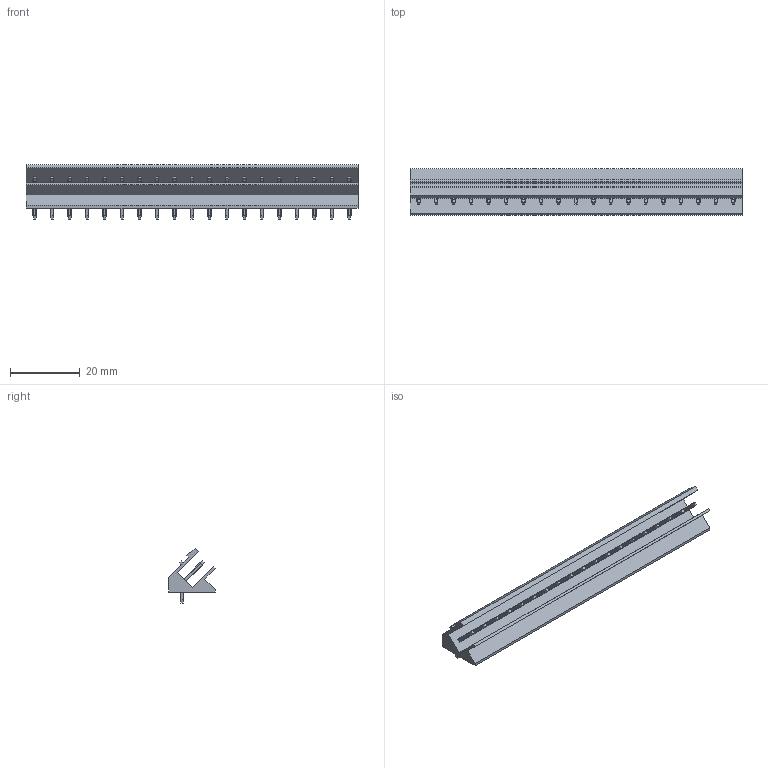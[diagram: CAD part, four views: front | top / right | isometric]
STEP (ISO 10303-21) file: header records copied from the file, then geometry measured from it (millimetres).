
FILE_DESCRIPTION(('CATIA V5 STEP Exchange','CAx-IF Rec.Pracs.--- Model Styling and Organization---1.2---2011-12-15'),'2;1');
FILE_NAME ('D1453861_0_1630420000_1630420000.stp','2018-10-13T03:50:20+00:00',('none'),('Weidmueller'),'CATIA Version 5-6 Release 2014','CATIA V5 STEP AP214','none');
FILE_SCHEMA(('AUTOMOTIVE_DESIGN { 1 0 10303 214 1 1 1 1 }'));
Length unit declared in the file: millimetre
Products named in the file (1): 1630420000
Bounding box: 95 x 13.3 x 15.63 mm (x, y, z)
Volume: 5667.3 mm3; surface area: 7541.4 mm2
Topology: 20 solids, 20 shells, 744 faces, 1960 edges, 1256 vertices
Faces by surface type: plane 438, cylinder 306
Entity records: 27007 total; most frequent: CARTESIAN_POINT 10352, ORIENTED_EDGE 3920, DIRECTION 2456, EDGE_CURVE 1954, VECTOR 1346, LINE 1346, VERTEX_POINT 1248, EDGE_LOOP 782
